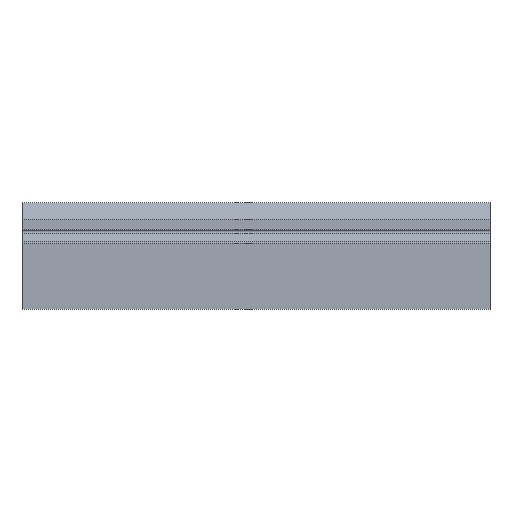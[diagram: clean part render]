
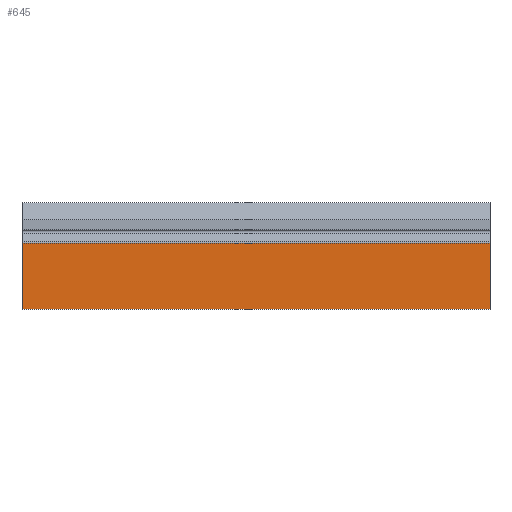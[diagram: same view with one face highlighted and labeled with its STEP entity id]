
A CAD part, front view. The second image highlights one B-rep face of the part: STEP entity #645.
In plain terms, the highlighted planar face has unit normal (0, -1, 0).
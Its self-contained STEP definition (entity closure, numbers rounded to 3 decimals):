
#39=FACE_OUTER_BOUND('',#73,.T.);
#73=EDGE_LOOP('',(#427,#428,#429,#430));
#107=LINE('',#929,#187);
#108=LINE('',#931,#188);
#109=LINE('',#933,#189);
#110=LINE('',#934,#190);
#187=VECTOR('',#747,10.);
#188=VECTOR('',#748,10.);
#189=VECTOR('',#749,10.);
#190=VECTOR('',#750,10.);
#267=VERTEX_POINT('',#927);
#268=VERTEX_POINT('',#928);
#269=VERTEX_POINT('',#930);
#270=VERTEX_POINT('',#932);
#331=EDGE_CURVE('',#267,#268,#107,.T.);
#332=EDGE_CURVE('',#267,#269,#108,.T.);
#333=EDGE_CURVE('',#270,#269,#109,.T.);
#334=EDGE_CURVE('',#268,#270,#110,.T.);
#427=ORIENTED_EDGE('',*,*,#331,.F.);
#428=ORIENTED_EDGE('',*,*,#332,.T.);
#429=ORIENTED_EDGE('',*,*,#333,.F.);
#430=ORIENTED_EDGE('',*,*,#334,.F.);
#619=PLANE('',#693);
#645=ADVANCED_FACE('',(#39),#619,.T.);
#693=AXIS2_PLACEMENT_3D('',#926,#745,#746);
#745=DIRECTION('center_axis',(0.,-1.,0.));
#746=DIRECTION('ref_axis',(0.,0.,-1.));
#747=DIRECTION('',(0.,0.,1.));
#748=DIRECTION('',(1.,0.,0.));
#749=DIRECTION('',(0.,0.,-1.));
#750=DIRECTION('',(1.,0.,0.));
#926=CARTESIAN_POINT('Origin',(0.,-19.5,-10.1));
#927=CARTESIAN_POINT('',(0.,-19.5,-20.));
#928=CARTESIAN_POINT('',(0.,-19.5,-10.1));
#929=CARTESIAN_POINT('',(0.,-19.5,-20.));
#930=CARTESIAN_POINT('',(70.,-19.5,-20.));
#931=CARTESIAN_POINT('',(0.,-19.5,-20.));
#932=CARTESIAN_POINT('',(70.,-19.5,-10.1));
#933=CARTESIAN_POINT('',(70.,-19.5,-20.));
#934=CARTESIAN_POINT('',(0.,-19.5,-10.1));
